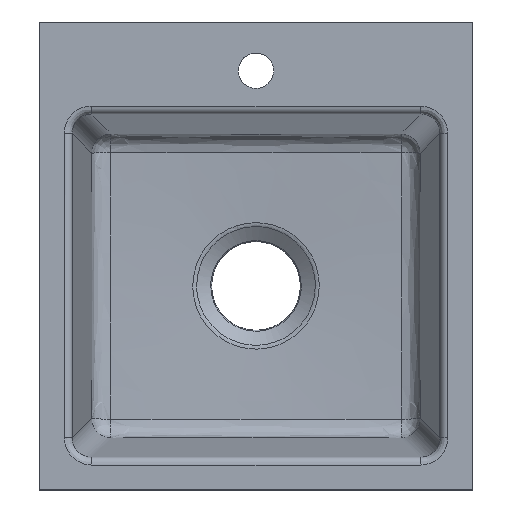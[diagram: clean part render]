
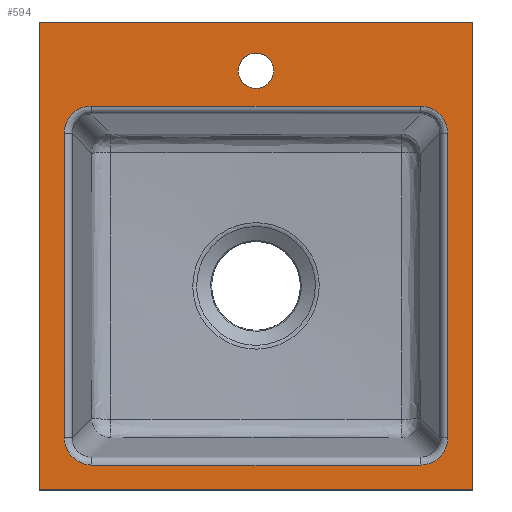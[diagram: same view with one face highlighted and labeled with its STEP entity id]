
A CAD part, top view. The second image highlights one B-rep face of the part: STEP entity #594.
In plain terms, the highlighted planar face has unit normal (0, 0, 1).
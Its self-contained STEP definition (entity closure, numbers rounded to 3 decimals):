
#434=B_SPLINE_CURVE_WITH_KNOTS('',3,(#6958,#6959,#6960,#6961,#6962,#6963,
#6964,#6965,#6966,#6967),.UNSPECIFIED.,.F.,.F.,(4,2,2,2,4),(0.,0.25,0.5,
0.75,1.),.UNSPECIFIED.);
#435=B_SPLINE_CURVE_WITH_KNOTS('',3,(#6970,#6971,#6972,#6973,#6974,#6975,
#6976,#6977,#6978,#6979),.UNSPECIFIED.,.F.,.F.,(4,2,2,2,4),(0.,0.25,0.5,
0.75,1.),.UNSPECIFIED.);
#532=FACE_BOUND('',#1074,.T.);
#533=FACE_BOUND('',#1075,.T.);
#534=FACE_BOUND('',#1076,.T.);
#594=ADVANCED_FACE('',(#532,#533,#534),#786,.T.);
#786=PLANE('',#3496);
#1074=EDGE_LOOP('',(#1557,#1558,#1559,#1560));
#1075=EDGE_LOOP('',(#1561,#1562,#1563,#1564,#1565,#1566,#1567,#1568));
#1076=EDGE_LOOP('',(#1569,#1570));
#1292=ELLIPSE('',#3472,28.361,28.);
#1295=ELLIPSE('',#3479,28.361,28.);
#1296=ELLIPSE('',#3481,28.361,28.);
#1298=ELLIPSE('',#3486,28.361,28.);
#1557=ORIENTED_EDGE('',*,*,#2814,.T.);
#1558=ORIENTED_EDGE('',*,*,#2815,.T.);
#1559=ORIENTED_EDGE('',*,*,#2816,.T.);
#1560=ORIENTED_EDGE('',*,*,#2817,.T.);
#1561=ORIENTED_EDGE('',*,*,#2788,.T.);
#1562=ORIENTED_EDGE('',*,*,#2783,.T.);
#1563=ORIENTED_EDGE('',*,*,#2790,.T.);
#1564=ORIENTED_EDGE('',*,*,#2796,.T.);
#1565=ORIENTED_EDGE('',*,*,#2802,.T.);
#1566=ORIENTED_EDGE('',*,*,#2804,.T.);
#1567=ORIENTED_EDGE('',*,*,#2800,.T.);
#1568=ORIENTED_EDGE('',*,*,#2794,.T.);
#1569=ORIENTED_EDGE('',*,*,#2818,.F.);
#1570=ORIENTED_EDGE('',*,*,#2819,.F.);
#2473=VERTEX_POINT('',#6745);
#2474=VERTEX_POINT('',#6747);
#2476=VERTEX_POINT('',#6787);
#2479=VERTEX_POINT('',#6799);
#2480=VERTEX_POINT('',#6804);
#2483=VERTEX_POINT('',#6840);
#2484=VERTEX_POINT('',#6879);
#2487=VERTEX_POINT('',#6886);
#2488=VERTEX_POINT('',#6951);
#2489=VERTEX_POINT('',#6952);
#2490=VERTEX_POINT('',#6954);
#2491=VERTEX_POINT('',#6956);
#2492=VERTEX_POINT('',#6968);
#2493=VERTEX_POINT('',#6969);
#2783=EDGE_CURVE('',#2474,#2473,#1292,.T.);
#2788=EDGE_CURVE('',#2476,#2474,#3192,.T.);
#2790=EDGE_CURVE('',#2473,#2479,#3193,.T.);
#2794=EDGE_CURVE('',#2480,#2476,#1295,.T.);
#2796=EDGE_CURVE('',#2479,#2483,#1296,.T.);
#2800=EDGE_CURVE('',#2484,#2480,#3196,.T.);
#2802=EDGE_CURVE('',#2483,#2487,#3197,.T.);
#2804=EDGE_CURVE('',#2487,#2484,#1298,.T.);
#2814=EDGE_CURVE('',#2488,#2489,#3203,.T.);
#2815=EDGE_CURVE('',#2489,#2490,#3204,.T.);
#2816=EDGE_CURVE('',#2490,#2491,#3205,.T.);
#2817=EDGE_CURVE('',#2491,#2488,#3206,.T.);
#2818=EDGE_CURVE('',#2492,#2493,#434,.T.);
#2819=EDGE_CURVE('',#2493,#2492,#435,.T.);
#3192=LINE('',#6790,#3317);
#3193=LINE('',#6800,#3318);
#3196=LINE('',#6882,#3321);
#3197=LINE('',#6887,#3322);
#3203=LINE('',#6950,#3328);
#3204=LINE('',#6953,#3329);
#3205=LINE('',#6955,#3330);
#3206=LINE('',#6957,#3331);
#3317=VECTOR('',#3922,1.);
#3318=VECTOR('',#3925,1.);
#3321=VECTOR('',#3942,1.);
#3322=VECTOR('',#3947,1.);
#3328=VECTOR('',#3975,1.);
#3329=VECTOR('',#3976,1.);
#3330=VECTOR('',#3977,1.);
#3331=VECTOR('',#3978,1.);
#3472=AXIS2_PLACEMENT_3D('',#6746,#3915,#3916);
#3479=AXIS2_PLACEMENT_3D('',#6807,#3933,#3934);
#3481=AXIS2_PLACEMENT_3D('',#6841,#3937,#3938);
#3486=AXIS2_PLACEMENT_3D('',#6890,#3951,#3952);
#3496=AXIS2_PLACEMENT_3D('',#6980,#3979,#3980);
#3915=DIRECTION('',(0.,0.,-1.));
#3916=DIRECTION('',(-0.707,-0.707,0.));
#3922=DIRECTION('',(1.,0.,0.));
#3925=DIRECTION('',(0.,-1.,0.));
#3933=DIRECTION('',(0.,0.,-1.));
#3934=DIRECTION('',(0.707,-0.707,0.));
#3937=DIRECTION('',(0.,0.,-1.));
#3938=DIRECTION('',(-0.707,0.707,0.));
#3942=DIRECTION('',(0.,1.,0.));
#3947=DIRECTION('',(-1.,0.,0.));
#3951=DIRECTION('',(0.,0.,-1.));
#3952=DIRECTION('',(0.707,0.707,0.));
#3975=DIRECTION('',(0.,-1.,0.));
#3976=DIRECTION('',(1.,0.,0.));
#3977=DIRECTION('',(0.,1.,0.));
#3978=DIRECTION('',(-1.,0.,0.));
#3979=DIRECTION('',(0.,0.,1.));
#3980=DIRECTION('',(1.,0.,0.));
#6745=CARTESIAN_POINT('',(194.64,154.32,0.));
#6746=CARTESIAN_POINT('',(166.459,153.959,0.));
#6747=CARTESIAN_POINT('',(166.82,182.14,0.));
#6787=CARTESIAN_POINT('',(-166.82,182.14,0.));
#6790=CARTESIAN_POINT('',(-229.5,182.14,0.));
#6799=CARTESIAN_POINT('',(194.64,-154.32,0.));
#6800=CARTESIAN_POINT('',(194.64,-217.,0.));
#6804=CARTESIAN_POINT('',(-194.64,154.32,0.));
#6807=CARTESIAN_POINT('',(-166.459,153.959,0.));
#6840=CARTESIAN_POINT('',(166.82,-182.14,0.));
#6841=CARTESIAN_POINT('',(166.459,-153.959,0.));
#6879=CARTESIAN_POINT('',(-194.64,-154.32,0.));
#6882=CARTESIAN_POINT('',(-194.64,-217.,0.));
#6886=CARTESIAN_POINT('',(-166.82,-182.14,0.));
#6887=CARTESIAN_POINT('',(-229.5,-182.14,0.));
#6890=CARTESIAN_POINT('',(-166.459,-153.959,0.));
#6950=CARTESIAN_POINT('',(-220.,267.5,0.));
#6951=CARTESIAN_POINT('',(-220.,267.5,0.));
#6952=CARTESIAN_POINT('',(-220.,-207.5,0.));
#6953=CARTESIAN_POINT('',(-220.,-207.5,0.));
#6954=CARTESIAN_POINT('',(220.,-207.5,0.));
#6955=CARTESIAN_POINT('',(220.,-207.5,0.));
#6956=CARTESIAN_POINT('',(220.,267.5,0.));
#6957=CARTESIAN_POINT('',(220.,267.5,0.));
#6958=CARTESIAN_POINT('',(-18.,218.,0.));
#6959=CARTESIAN_POINT('',(-18.,213.288,0.));
#6960=CARTESIAN_POINT('',(-16.06,208.604,0.));
#6961=CARTESIAN_POINT('',(-9.396,201.94,0.));
#6962=CARTESIAN_POINT('',(-4.712,200.,0.));
#6963=CARTESIAN_POINT('',(4.712,200.,0.));
#6964=CARTESIAN_POINT('',(9.396,201.94,0.));
#6965=CARTESIAN_POINT('',(16.06,208.604,0.));
#6966=CARTESIAN_POINT('',(18.,213.288,0.));
#6967=CARTESIAN_POINT('',(18.,218.,0.));
#6968=CARTESIAN_POINT('',(-18.,218.,0.));
#6969=CARTESIAN_POINT('',(18.,218.,0.));
#6970=CARTESIAN_POINT('',(18.,218.,0.));
#6971=CARTESIAN_POINT('',(18.,222.712,0.));
#6972=CARTESIAN_POINT('',(16.06,227.396,0.));
#6973=CARTESIAN_POINT('',(9.396,234.06,0.));
#6974=CARTESIAN_POINT('',(4.712,236.,0.));
#6975=CARTESIAN_POINT('',(-4.712,236.,0.));
#6976=CARTESIAN_POINT('',(-9.396,234.06,0.));
#6977=CARTESIAN_POINT('',(-16.06,227.396,0.));
#6978=CARTESIAN_POINT('',(-18.,222.712,0.));
#6979=CARTESIAN_POINT('',(-18.,218.,0.));
#6980=CARTESIAN_POINT('',(-229.5,-217.,0.));
